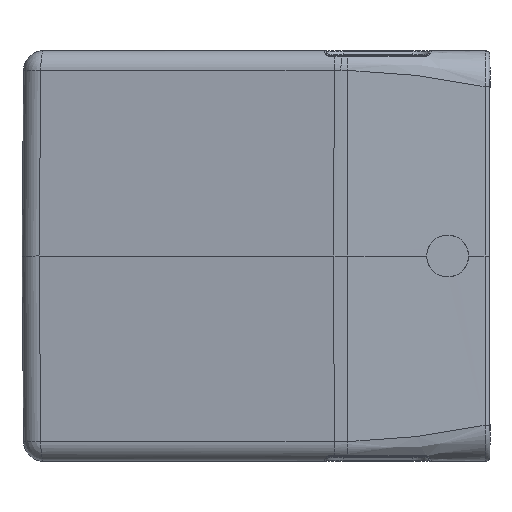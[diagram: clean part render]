
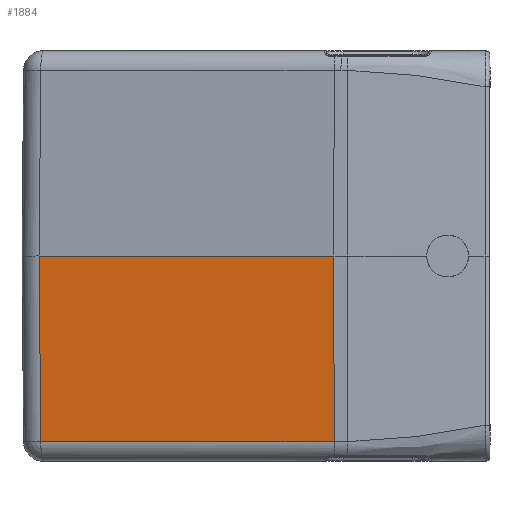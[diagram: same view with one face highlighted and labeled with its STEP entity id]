
A CAD part, left-side view. The second image highlights one B-rep face of the part: STEP entity #1884.
In plain terms, the highlighted planar face has unit normal (-0.99, 0.139, -0.009).
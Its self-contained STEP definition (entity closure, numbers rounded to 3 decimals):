
#1884=ADVANCED_FACE('',(#2736),#2137,.T.);
#2137=PLANE('',#11426);
#2736=FACE_OUTER_BOUND('',#3427,.T.);
#3427=EDGE_LOOP('',(#6341,#6342,#6343,#6344));
#6341=ORIENTED_EDGE('',*,*,#8054,.T.);
#6342=ORIENTED_EDGE('',*,*,#8846,.F.);
#6343=ORIENTED_EDGE('',*,*,#7698,.T.);
#6344=ORIENTED_EDGE('',*,*,#8845,.F.);
#6674=VERTEX_POINT('',#15219);
#6675=VERTEX_POINT('',#15223);
#6902=VERTEX_POINT('',#16412);
#6907=VERTEX_POINT('',#16436);
#7698=EDGE_CURVE('',#6675,#6674,#9110,.T.);
#8054=EDGE_CURVE('',#6907,#6902,#9338,.T.);
#8845=EDGE_CURVE('',#6907,#6674,#9625,.T.);
#8846=EDGE_CURVE('',#6675,#6902,#9626,.T.);
#9110=LINE('',#15222,#9876);
#9338=LINE('',#16435,#10107);
#9625=LINE('',#21229,#10394);
#9626=LINE('',#21231,#10395);
#9876=VECTOR('',#12068,1.);
#10107=VECTOR('',#12731,1.);
#10394=VECTOR('',#14182,1.);
#10395=VECTOR('',#14185,1.);
#11426=AXIS2_PLACEMENT_3D('',#21232,#14186,#14187);
#12068=DIRECTION('',(0.008,-0.009,-1.));
#12731=DIRECTION('',(-0.009,0.001,1.));
#14182=DIRECTION('',(0.139,0.99,0.));
#14185=DIRECTION('',(-0.139,-0.99,0.));
#14186=DIRECTION('',(-0.99,0.139,-0.009));
#14187=DIRECTION('',(-0.139,-0.99,0.));
#15219=CARTESIAN_POINT('',(-38.201,43.231,-37.285));
#15222=CARTESIAN_POINT('',(-38.484,43.557,0.));
#15223=CARTESIAN_POINT('',(-38.484,43.557,0.));
#16412=CARTESIAN_POINT('',(-46.805,-15.653,0.));
#16435=CARTESIAN_POINT('',(-46.48,-15.676,-37.285));
#16436=CARTESIAN_POINT('',(-46.48,-15.676,-37.285));
#21229=CARTESIAN_POINT('',(-46.48,-15.676,-37.285));
#21231=CARTESIAN_POINT('',(-38.484,43.557,0.));
#21232=CARTESIAN_POINT('',(-38.,47.,0.));
